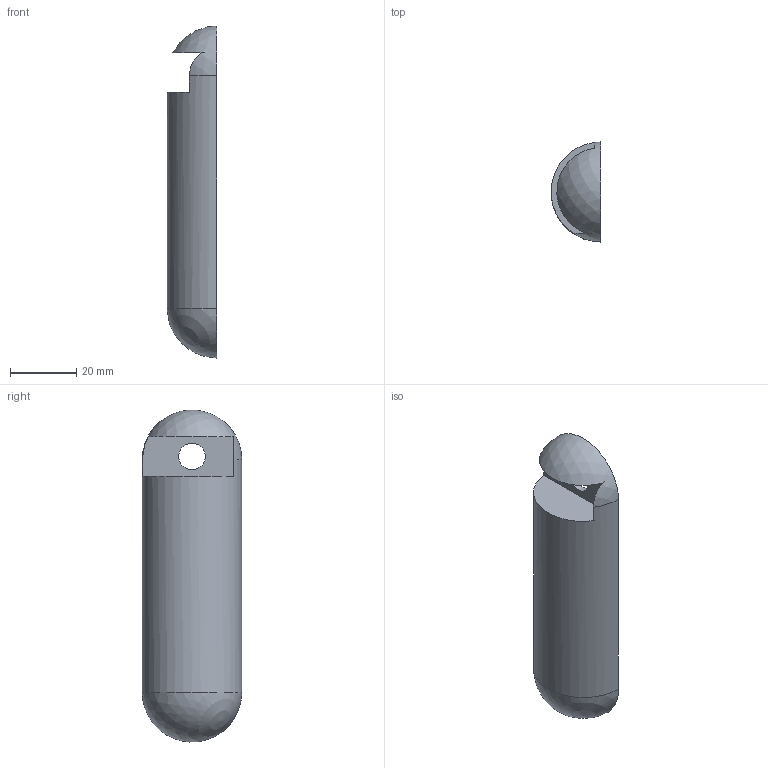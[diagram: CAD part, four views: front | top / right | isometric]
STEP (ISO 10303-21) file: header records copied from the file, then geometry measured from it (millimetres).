
FILE_DESCRIPTION(/* description */ ('','CAx-IF Rec.Pracs.---Representation and Presentation of Product Manufacturing Information (PMI)---4.0---2014-10-13'),/* implementation_level */ '2;1');
FILE_NAME(/* name */ 'ARM I v5.step',/* time_stamp */ '2025-03-02T20:06:57+13:00',/* author */ (''),/* organization */ (''),/* preprocessor_version */ 'ST-DEVELOPER v20',/* originating_system */ 'Autodesk Translation Framework v13.20.0.188',/* authorisation */ '');
FILE_SCHEMA (('AP242_MANAGED_MODEL_BASED_3D_ENGINEERING_MIM_LF { 1 0 10303 442 1 1 4 }'));
Length unit declared in the file: millimetre
Products named in the file (2): ARM I; arm1
Assembly tree (1 placements, depth 2):
  ARM I
    arm1
Bounding box: 15 x 30 x 99.98 mm (x, y, z)
Volume: 14299.8 mm3; surface area: 12439.3 mm2
Topology: 1 solids, 2 shells, 14 faces, 36 edges, 24 vertices
Faces by surface type: plane 7, cylinder 3, sphere 3, torus 1
Full cylindrical faces by diameter (mm): 8 x1
Entity records: 498 total; most frequent: CARTESIAN_POINT 93, DIRECTION 85, ORIENTED_EDGE 68, AXIS2_PLACEMENT_3D 36, EDGE_CURVE 34, VERTEX_POINT 24, CIRCLE 19, EDGE_LOOP 16
